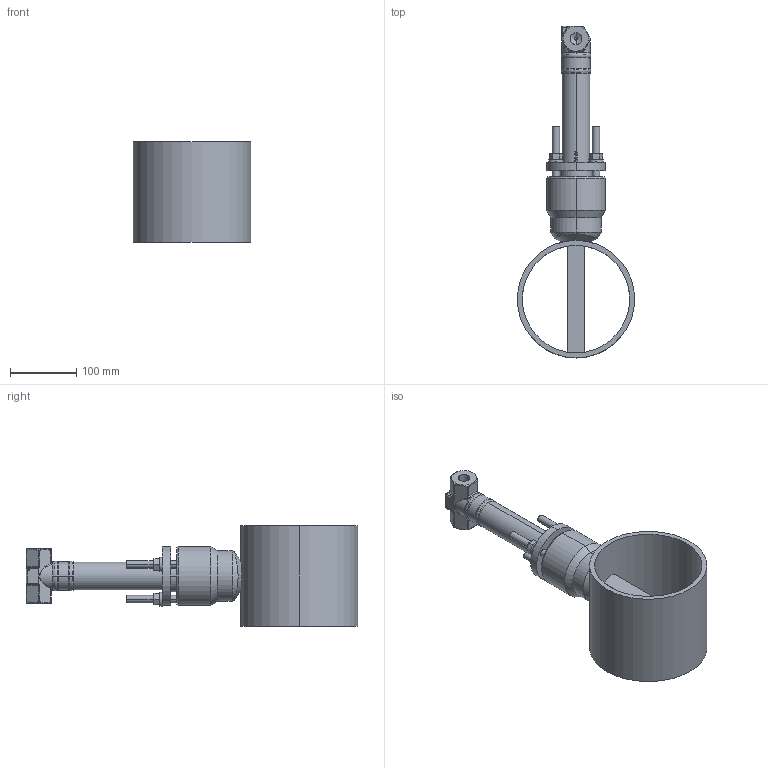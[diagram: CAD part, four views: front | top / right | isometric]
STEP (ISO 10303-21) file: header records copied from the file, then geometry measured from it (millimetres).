
FILE_DESCRIPTION((''),'2;1');
FILE_NAME('GC-485L060DCHPS2T1007_SW0001','2014-11-05T',('johnarm'),('Rosemount Measurement Division'),'PRO/ENGINEER BY PARAMETRIC TECHNOLOGY CORPORATION, 2013430','PRO/ENGINEER BY PARAMETRIC TECHNOLOGY CORPORATION, 2013430','');
FILE_SCHEMA(('CONFIG_CONTROL_DESIGN'));
Length unit declared in the file: inch
Products named in the file (1): GC-485L060DCHPS2T1007_SW0001
Bounding box: 177.22 x 501.07 x 152.4 mm (x, y, z)
Surface area: 341470.1 mm2 (no closed solid volume)
Topology: 0 solids, 35 shells, 348 faces, 1570 edges, 1236 vertices
Faces by surface type: plane 121, cylinder 105, cone 68, bspline 32, sphere 14, torus 8
Entity records: 18519 total; most frequent: CARTESIAN_POINT 6600, ORIENTED_EDGE 2248, DIRECTION 2235, EDGE_CURVE 1562, VERTEX_POINT 1236, VECTOR 873, LINE 873, AXIS2_PLACEMENT_3D 681
